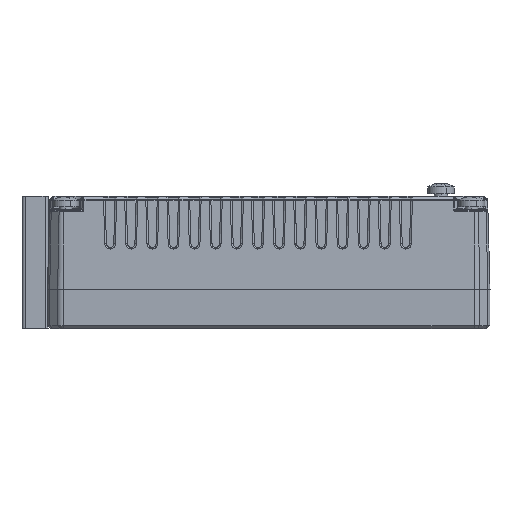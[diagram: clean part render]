
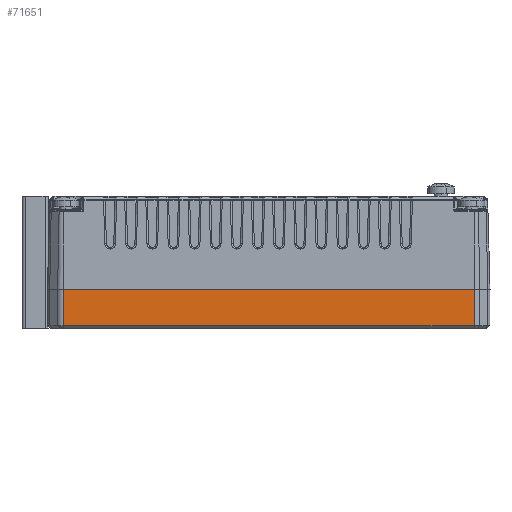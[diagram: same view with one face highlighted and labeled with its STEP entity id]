
A CAD part, left-side view. The second image highlights one B-rep face of the part: STEP entity #71651.
In plain terms, the highlighted planar face has unit normal (-1, 0, 0).
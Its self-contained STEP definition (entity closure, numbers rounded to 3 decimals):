
#51=CARTESIAN_POINT('',(-87.,62.206,1.));
#52=VERTEX_POINT('',#51);
#60=CARTESIAN_POINT('',(-87.,-62.206,1.0));
#61=VERTEX_POINT('',#60);
#62=CARTESIAN_POINT('',(-87.,62.206,1.0));
#63=DIRECTION('',(0.0,-1.0,0.0));
#64=VECTOR('',#63,124.412);
#65=LINE('',#62,#64);
#66=EDGE_CURVE('',#52,#61,#65,.T.);
#71608=CARTESIAN_POINT('',(-87.,62.206,-10.));
#71609=VERTEX_POINT('',#71608);
#71617=CARTESIAN_POINT('',(-87.,62.206,-10.));
#71618=DIRECTION('',(0.0,0.0,1.0));
#71619=VECTOR('',#71618,11.);
#71620=LINE('',#71617,#71619);
#71621=EDGE_CURVE('',#71609,#52,#71620,.T.);
#71628=CARTESIAN_POINT('',(-87.,-68.426,1.55));
#71629=DIRECTION('',(1.0,0.0,0.0));
#71630=DIRECTION('',(0.0,0.0,-1.0));
#71631=AXIS2_PLACEMENT_3D('',#71628,#71629,#71630);
#71632=PLANE('',#71631);
#71633=CARTESIAN_POINT('',(-87.,-62.206,-10.));
#71634=VERTEX_POINT('',#71633);
#71635=CARTESIAN_POINT('',(-87.,-62.206,1.0));
#71636=DIRECTION('',(0.0,0.0,-1.0));
#71637=VECTOR('',#71636,11.);
#71638=LINE('',#71635,#71637);
#71639=EDGE_CURVE('',#61,#71634,#71638,.T.);
#71640=ORIENTED_EDGE('',*,*,#71639,.F.);
#71641=ORIENTED_EDGE('',*,*,#66,.F.);
#71642=ORIENTED_EDGE('',*,*,#71621,.F.);
#71643=CARTESIAN_POINT('',(-87.,-62.206,-10.));
#71644=DIRECTION('',(0.0,1.0,0.0));
#71645=VECTOR('',#71644,124.412);
#71646=LINE('',#71643,#71645);
#71647=EDGE_CURVE('',#71634,#71609,#71646,.T.);
#71648=ORIENTED_EDGE('',*,*,#71647,.F.);
#71649=EDGE_LOOP('',(#71640,#71641,#71642,#71648));
#71650=FACE_OUTER_BOUND('',#71649,.T.);
#71651=ADVANCED_FACE('',(#71650),#71632,.F.);
